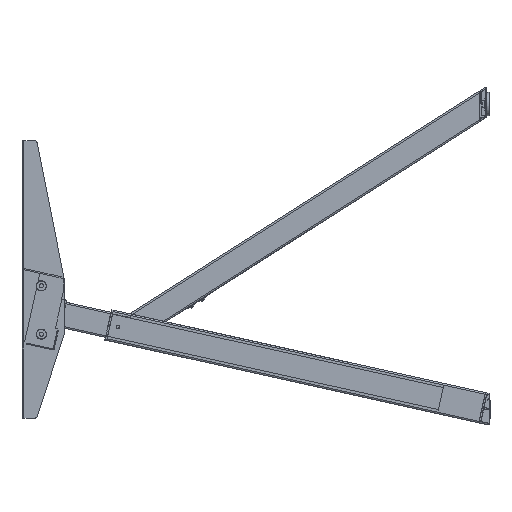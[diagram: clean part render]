
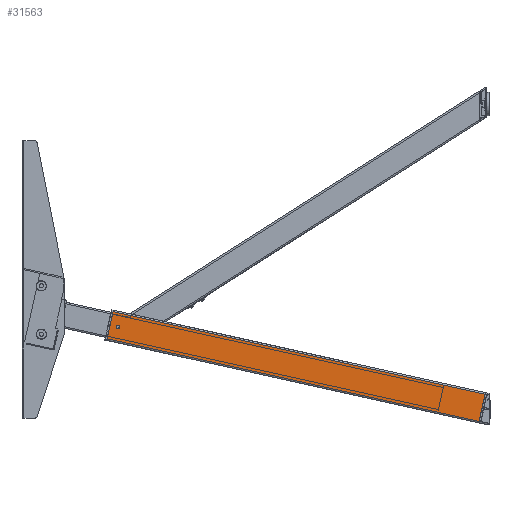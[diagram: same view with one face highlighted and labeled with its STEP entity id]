
A CAD part, left-side view. The second image highlights one B-rep face of the part: STEP entity #31563.
In plain terms, the highlighted planar face has unit normal (-1, 0, 0).
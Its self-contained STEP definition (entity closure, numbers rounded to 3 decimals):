
#222 = DIRECTION ( 'NONE',  ( 0., 0.216, -0.976 ) ) ;
#336 = CARTESIAN_POINT ( 'NONE',  ( -535.5, 593.071, 6.709 ) ) ;
#762 = CIRCLE ( 'NONE', #26243, 2.65 ) ;
#1520 = AXIS2_PLACEMENT_3D ( 'NONE', #52061, #36738, #222 ) ;
#2395 = DIRECTION ( 'NONE',  ( 0., -0.976, -0.216 ) ) ;
#2682 = LINE ( 'NONE', #22979, #21625 ) ;
#3881 = CARTESIAN_POINT ( 'NONE',  ( -535.5, 575.64, 27.581 ) ) ;
#4438 = EDGE_CURVE ( 'NONE', #19196, #7326, #6604, .T. ) ;
#6604 = CIRCLE ( 'NONE', #15116, 2.65 ) ;
#7326 = VERTEX_POINT ( 'NONE', #3881 ) ;
#7786 = DIRECTION ( 'NONE',  ( 0., 0.216, -0.976 ) ) ;
#10247 = EDGE_CURVE ( 'NONE', #14123, #31947, #54325, .T. ) ;
#10588 = EDGE_CURVE ( 'NONE', #64101, #21728, #48947, .T. ) ;
#11067 = CARTESIAN_POINT ( 'NONE',  ( -535.5, 7.749, -79.01 ) ) ;
#11717 = CARTESIAN_POINT ( 'NONE',  ( -535.5, 576.787, 22.407 ) ) ;
#11882 = ORIENTED_EDGE ( 'NONE', *, *, #4438, .T. ) ;
#14123 = VERTEX_POINT ( 'NONE', #64014 ) ;
#15116 = AXIS2_PLACEMENT_3D ( 'NONE', #46059, #30130, #39757 ) ;
#16947 = ORIENTED_EDGE ( 'NONE', *, *, #10247, .F. ) ;
#19196 = VERTEX_POINT ( 'NONE', #11717 ) ;
#19761 = ORIENTED_EDGE ( 'NONE', *, *, #10588, .T. ) ;
#20082 = VECTOR ( 'NONE', #53653, 1000. ) ;
#21625 = VECTOR ( 'NONE', #38603, 1000. ) ;
#21728 = VERTEX_POINT ( 'NONE', #32264 ) ;
#22772 = DIRECTION ( 'NONE',  ( 1., 0., 0. ) ) ;
#22979 = CARTESIAN_POINT ( 'NONE',  ( -535.5, 17.056, -120.99 ) ) ;
#26243 = AXIS2_PLACEMENT_3D ( 'NONE', #62666, #22772, #7786 ) ;
#27596 = VECTOR ( 'NONE', #2395, 1000. ) ;
#30130 = DIRECTION ( 'NONE',  ( 1., 0., 0. ) ) ;
#30415 = EDGE_LOOP ( 'NONE', ( #11882, #34744 ) ) ;
#30803 = PLANE ( 'NONE',  #1520 ) ;
#31563 = ADVANCED_FACE ( 'NONE', ( #51404, #62033 ), #30803, .F. ) ;
#31947 = VERTEX_POINT ( 'NONE', #11067 ) ;
#32264 = CARTESIAN_POINT ( 'NONE',  ( -535.5, 17.056, -120.99 ) ) ;
#32995 = CARTESIAN_POINT ( 'NONE',  ( -535.5, 593.071, 6.709 ) ) ;
#34744 = ORIENTED_EDGE ( 'NONE', *, *, #45847, .T. ) ;
#36738 = DIRECTION ( 'NONE',  ( 1., 0., 0. ) ) ;
#38444 = ORIENTED_EDGE ( 'NONE', *, *, #63376, .F. ) ;
#38603 = DIRECTION ( 'NONE',  ( 0., -0.216, 0.976 ) ) ;
#39227 = EDGE_LOOP ( 'NONE', ( #58862, #16947, #38444, #19761 ) ) ;
#39757 = DIRECTION ( 'NONE',  ( 0., 0.216, -0.976 ) ) ;
#45847 = EDGE_CURVE ( 'NONE', #7326, #19196, #762, .T. ) ;
#46059 = CARTESIAN_POINT ( 'NONE',  ( -535.5, 576.213, 24.994 ) ) ;
#48947 = LINE ( 'NONE', #32995, #27596 ) ;
#51404 = FACE_BOUND ( 'NONE', #30415, .T. ) ;
#52061 = CARTESIAN_POINT ( 'NONE',  ( -535.5, 593.071, 6.709 ) ) ;
#53653 = DIRECTION ( 'NONE',  ( 0., -0.976, -0.216 ) ) ;
#54325 = LINE ( 'NONE', #54638, #20082 ) ;
#54638 = CARTESIAN_POINT ( 'NONE',  ( -535.5, 583.764, 48.69 ) ) ;
#55841 = LINE ( 'NONE', #336, #56872 ) ;
#56872 = VECTOR ( 'NONE', #64836, 1000. ) ;
#58862 = ORIENTED_EDGE ( 'NONE', *, *, #61018, .T. ) ;
#61018 = EDGE_CURVE ( 'NONE', #21728, #31947, #2682, .T. ) ;
#62033 = FACE_OUTER_BOUND ( 'NONE', #39227, .T. ) ;
#62666 = CARTESIAN_POINT ( 'NONE',  ( -535.5, 576.213, 24.994 ) ) ;
#62685 = CARTESIAN_POINT ( 'NONE',  ( -535.5, 593.071, 6.709 ) ) ;
#63376 = EDGE_CURVE ( 'NONE', #64101, #14123, #55841, .T. ) ;
#64014 = CARTESIAN_POINT ( 'NONE',  ( -535.5, 583.764, 48.69 ) ) ;
#64101 = VERTEX_POINT ( 'NONE', #62685 ) ;
#64836 = DIRECTION ( 'NONE',  ( 0., -0.216, 0.976 ) ) ;
